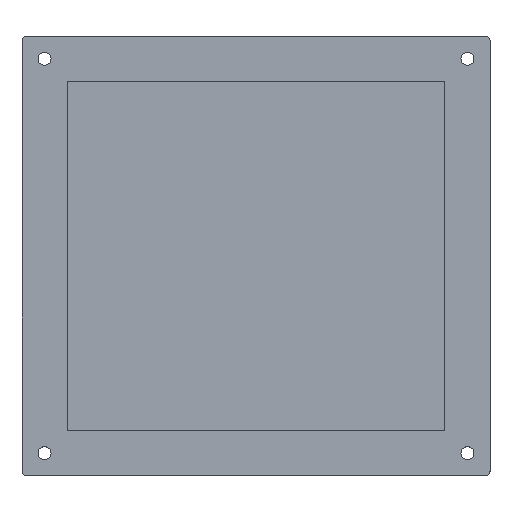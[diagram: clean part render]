
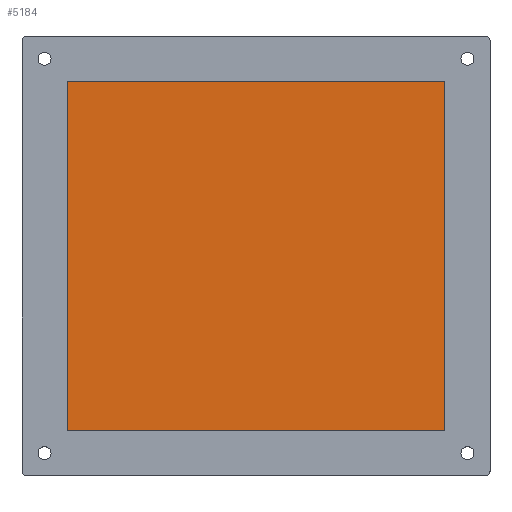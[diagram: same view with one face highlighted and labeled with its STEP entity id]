
A CAD part, top view. The second image highlights one B-rep face of the part: STEP entity #5184.
In plain terms, the highlighted planar face has unit normal (0, 0, 1).
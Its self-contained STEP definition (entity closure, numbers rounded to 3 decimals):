
#72=CARTESIAN_POINT('',(101.833,38.434,7.6));
#73=VERTEX_POINT('',#72);
#74=CARTESIAN_POINT('',(101.833,-39.036,7.6));
#75=VERTEX_POINT('',#74);
#76=CARTESIAN_POINT('',(101.833,38.434,7.6));
#77=DIRECTION('',(0.,-1.,0.));
#78=VECTOR('',#77,77.47);
#79=LINE('',#76,#78);
#80=EDGE_CURVE('',#73,#75,#79,.T.);
#112=CARTESIAN_POINT('',(185.653,-39.036,7.6));
#113=VERTEX_POINT('',#112);
#114=CARTESIAN_POINT('',(101.833,-39.036,7.6));
#115=DIRECTION('',(1.,0.,-0.));
#116=VECTOR('',#115,83.82);
#117=LINE('',#114,#116);
#118=EDGE_CURVE('',#75,#113,#117,.T.);
#143=CARTESIAN_POINT('',(185.653,38.434,7.6));
#144=VERTEX_POINT('',#143);
#145=CARTESIAN_POINT('',(185.653,-39.036,7.6));
#146=DIRECTION('',(0.,1.,0.));
#147=VECTOR('',#146,77.47);
#148=LINE('',#145,#147);
#149=EDGE_CURVE('',#113,#144,#148,.T.);
#200=CARTESIAN_POINT('',(101.833,38.434,7.6));
#201=DIRECTION('',(1.,0.,-0.));
#202=VECTOR('',#201,83.82);
#203=LINE('',#200,#202);
#204=EDGE_CURVE('',#73,#144,#203,.T.);
#5173=CARTESIAN_POINT('',(0.,0.,7.6));
#5174=DIRECTION('',(0.,0.,-1.));
#5175=DIRECTION('',(-1.,0.,0.));
#5176=AXIS2_PLACEMENT_3D('',#5173,#5174,#5175);
#5177=PLANE('',#5176);
#5178=ORIENTED_EDGE('',*,*,#80,.T.);
#5179=ORIENTED_EDGE('',*,*,#118,.T.);
#5180=ORIENTED_EDGE('',*,*,#149,.T.);
#5181=ORIENTED_EDGE('',*,*,#204,.F.);
#5182=EDGE_LOOP('',(#5178,#5179,#5180,#5181));
#5183=FACE_BOUND('',#5182,.T.);
#5184=ADVANCED_FACE('',(#5183),#5177,.F.);
